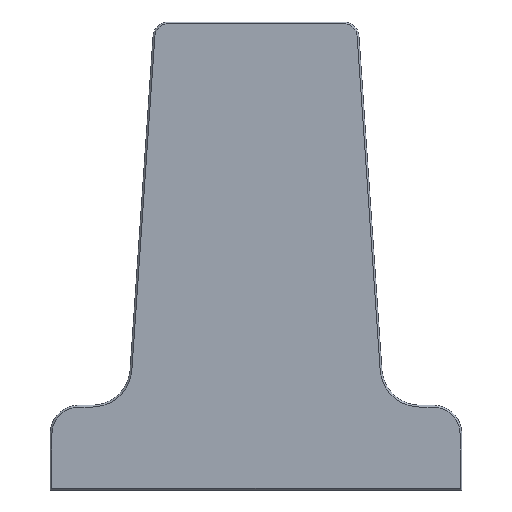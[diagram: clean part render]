
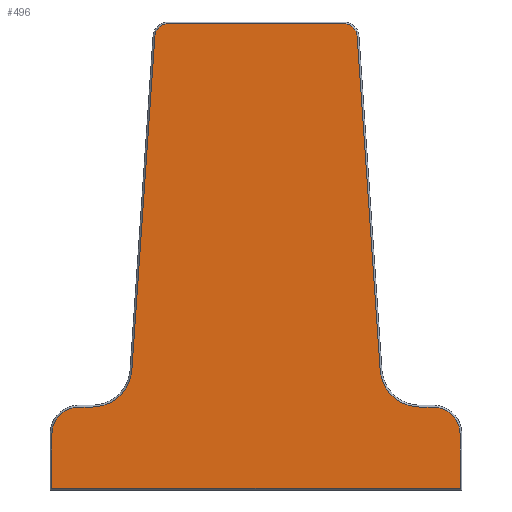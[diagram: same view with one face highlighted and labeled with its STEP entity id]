
A CAD part, top view. The second image highlights one B-rep face of the part: STEP entity #496.
In plain terms, the highlighted planar face has unit normal (0, 0, 1).
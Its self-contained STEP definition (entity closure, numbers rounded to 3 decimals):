
#33=PLANE('',#555);
#60=FACE_OUTER_BOUND('',#90,.T.);
#90=EDGE_LOOP('',(#413,#414,#415,#416,#417,#418,#419,#420,#421,#422,#423,
#424,#425,#426));
#104=LINE('',#728,#152);
#108=LINE('',#742,#156);
#110=LINE('',#746,#158);
#115=LINE('',#766,#163);
#118=LINE('',#775,#166);
#122=LINE('',#787,#170);
#125=LINE('',#796,#173);
#127=LINE('',#805,#175);
#152=VECTOR('',#578,10.);
#156=VECTOR('',#584,10.);
#158=VECTOR('',#588,10.);
#163=VECTOR('',#601,10.);
#166=VECTOR('',#612,10.);
#170=VECTOR('',#624,10.);
#173=VECTOR('',#635,10.);
#175=VECTOR('',#639,10.);
#200=CIRCLE('',#521,5.6);
#202=CIRCLE('',#527,16.625);
#203=CIRCLE('',#530,11.25);
#205=CIRCLE('',#534,11.25);
#207=CIRCLE('',#538,16.625);
#209=CIRCLE('',#543,5.6);
#219=VERTEX_POINT('',#718);
#220=VERTEX_POINT('',#720);
#221=VERTEX_POINT('',#727);
#225=VERTEX_POINT('',#739);
#226=VERTEX_POINT('',#741);
#227=VERTEX_POINT('',#745);
#231=VERTEX_POINT('',#754);
#232=VERTEX_POINT('',#756);
#234=VERTEX_POINT('',#764);
#236=VERTEX_POINT('',#770);
#238=VERTEX_POINT('',#779);
#240=VERTEX_POINT('',#785);
#242=VERTEX_POINT('',#795);
#244=VERTEX_POINT('',#803);
#261=EDGE_CURVE('',#219,#220,#200,.T.);
#263=EDGE_CURVE('',#220,#221,#104,.T.);
#268=EDGE_CURVE('',#225,#226,#108,.T.);
#270=EDGE_CURVE('',#226,#227,#110,.T.);
#275=EDGE_CURVE('',#231,#232,#202,.T.);
#278=EDGE_CURVE('',#234,#231,#115,.T.);
#281=EDGE_CURVE('',#236,#234,#203,.T.);
#283=EDGE_CURVE('',#227,#236,#118,.T.);
#286=EDGE_CURVE('',#238,#225,#205,.T.);
#289=EDGE_CURVE('',#240,#238,#122,.T.);
#291=EDGE_CURVE('',#221,#240,#207,.T.);
#294=EDGE_CURVE('',#232,#242,#125,.T.);
#297=EDGE_CURVE('',#244,#219,#127,.T.);
#299=EDGE_CURVE('',#242,#244,#209,.T.);
#413=ORIENTED_EDGE('',*,*,#275,.F.);
#414=ORIENTED_EDGE('',*,*,#278,.F.);
#415=ORIENTED_EDGE('',*,*,#281,.F.);
#416=ORIENTED_EDGE('',*,*,#283,.F.);
#417=ORIENTED_EDGE('',*,*,#270,.F.);
#418=ORIENTED_EDGE('',*,*,#268,.F.);
#419=ORIENTED_EDGE('',*,*,#286,.F.);
#420=ORIENTED_EDGE('',*,*,#289,.F.);
#421=ORIENTED_EDGE('',*,*,#291,.F.);
#422=ORIENTED_EDGE('',*,*,#263,.F.);
#423=ORIENTED_EDGE('',*,*,#261,.F.);
#424=ORIENTED_EDGE('',*,*,#297,.F.);
#425=ORIENTED_EDGE('',*,*,#299,.F.);
#426=ORIENTED_EDGE('',*,*,#294,.F.);
#496=ADVANCED_FACE('',(#60),#33,.T.);
#521=AXIS2_PLACEMENT_3D('',#721,#574,#575);
#527=AXIS2_PLACEMENT_3D('',#757,#596,#597);
#530=AXIS2_PLACEMENT_3D('',#772,#606,#607);
#534=AXIS2_PLACEMENT_3D('',#781,#617,#618);
#538=AXIS2_PLACEMENT_3D('',#790,#628,#629);
#543=AXIS2_PLACEMENT_3D('',#808,#643,#644);
#555=AXIS2_PLACEMENT_3D('',#840,#679,#680);
#574=DIRECTION('center_axis',(0.,0.,-1.));
#575=DIRECTION('ref_axis',(0.996,0.087,0.));
#578=DIRECTION('',(0.069,-0.998,0.));
#584=DIRECTION('',(0.,-1.,0.));
#588=DIRECTION('',(-1.,0.,0.));
#596=DIRECTION('center_axis',(0.,0.,1.));
#597=DIRECTION('ref_axis',(0.,-1.,0.));
#601=DIRECTION('',(1.,0.,0.));
#606=DIRECTION('center_axis',(0.,0.,-1.));
#607=DIRECTION('ref_axis',(0.,1.,0.));
#612=DIRECTION('',(0.,1.,0.));
#617=DIRECTION('center_axis',(0.,0.,-1.));
#618=DIRECTION('ref_axis',(1.,0.,0.));
#624=DIRECTION('',(1.,0.,0.));
#628=DIRECTION('center_axis',(0.,0.,1.));
#629=DIRECTION('ref_axis',(-0.996,-0.087,0.));
#635=DIRECTION('',(0.069,0.998,0.));
#639=DIRECTION('',(1.,0.,0.));
#643=DIRECTION('center_axis',(0.,0.,-1.));
#644=DIRECTION('ref_axis',(0.,1.,0.));
#679=DIRECTION('center_axis',(0.,0.,1.));
#680=DIRECTION('ref_axis',(1.,0.,0.));
#718=CARTESIAN_POINT('',(122.674,194.75,12.));
#720=CARTESIAN_POINT('',(128.252,189.645,12.));
#721=CARTESIAN_POINT('Origin',(122.674,189.15,12.));
#727=CARTESIAN_POINT('',(137.882,49.833,12.));
#728=CARTESIAN_POINT('',(136.117,75.46,12.));
#739=CARTESIAN_POINT('',(171.25,23.4,12.));
#741=CARTESIAN_POINT('',(171.25,0.75,12.));
#742=CARTESIAN_POINT('',(171.25,48.875,12.));
#745=CARTESIAN_POINT('',(0.75,0.75,12.));
#746=CARTESIAN_POINT('',(43.,0.75,12.));
#754=CARTESIAN_POINT('',(17.555,34.651,12.));
#756=CARTESIAN_POINT('',(34.117,49.834,12.));
#757=CARTESIAN_POINT('Origin',(17.555,51.276,12.));
#764=CARTESIAN_POINT('',(11.999,34.651,12.));
#766=CARTESIAN_POINT('',(51.777,34.651,12.));
#770=CARTESIAN_POINT('',(0.75,23.4,12.));
#772=CARTESIAN_POINT('Origin',(12.,23.401,12.));
#775=CARTESIAN_POINT('',(0.75,60.575,12.));
#779=CARTESIAN_POINT('',(160.,34.65,12.));
#781=CARTESIAN_POINT('Origin',(160.,23.4,12.));
#785=CARTESIAN_POINT('',(154.444,34.65,12.));
#787=CARTESIAN_POINT('',(123.,34.65,12.));
#790=CARTESIAN_POINT('Origin',(154.444,51.275,12.));
#795=CARTESIAN_POINT('',(43.748,189.645,12.));
#796=CARTESIAN_POINT('',(40.698,145.366,12.));
#803=CARTESIAN_POINT('',(49.326,194.75,12.));
#805=CARTESIAN_POINT('',(104.337,194.75,12.));
#808=CARTESIAN_POINT('Origin',(49.326,189.15,12.));
#840=CARTESIAN_POINT('Origin',(86.,97.75,12.));
